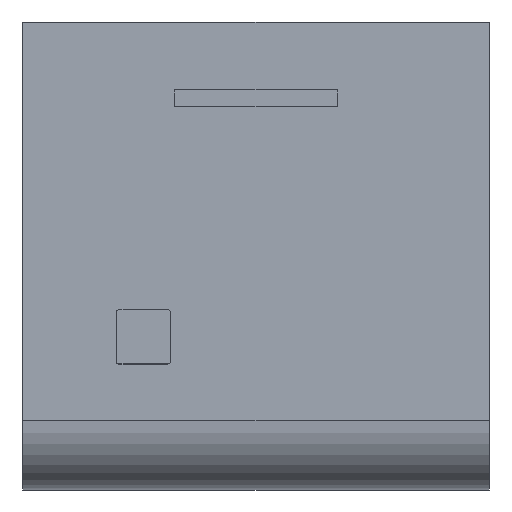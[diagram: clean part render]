
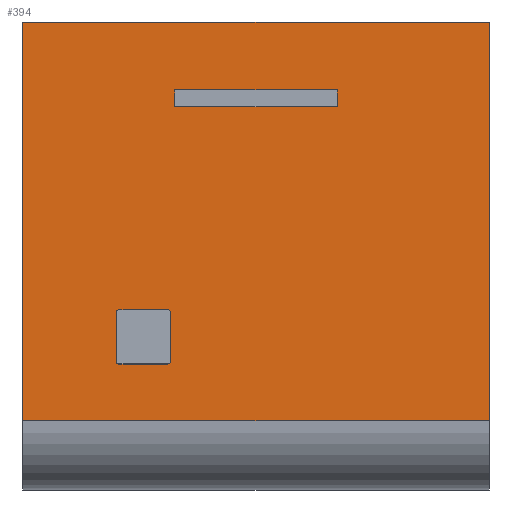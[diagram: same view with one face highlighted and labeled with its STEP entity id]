
A CAD part, top view. The second image highlights one B-rep face of the part: STEP entity #394.
In plain terms, the highlighted planar face has unit normal (0, 0, 1).
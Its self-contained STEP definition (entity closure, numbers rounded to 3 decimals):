
#157=AXIS2_PLACEMENT_3D('Circle Axis2P3D',#155,#156,$) ;
#207=AXIS2_PLACEMENT_3D('Circle Axis2P3D',#205,#206,$) ;
#257=AXIS2_PLACEMENT_3D('Circle Axis2P3D',#255,#256,$) ;
#300=AXIS2_PLACEMENT_3D('Circle Axis2P3D',#298,#299,$) ;
#314=AXIS2_PLACEMENT_3D('Plane Axis2P3D',#311,#312,#313) ;
#120=CARTESIAN_POINT('Vertex',(7.1,9.2,66.2)) ;
#123=CARTESIAN_POINT('Line Origine',(8.9,9.2,66.2)) ;
#127=CARTESIAN_POINT('Vertex',(10.7,9.2,66.2)) ;
#152=CARTESIAN_POINT('Vertex',(10.9,9.4,66.2)) ;
#155=CARTESIAN_POINT('Axis2P3D Location',(10.7,9.4,66.2)) ;
#173=CARTESIAN_POINT('Line Origine',(10.9,11.2,66.2)) ;
#177=CARTESIAN_POINT('Vertex',(10.9,13.,66.2)) ;
#202=CARTESIAN_POINT('Vertex',(10.7,13.2,66.2)) ;
#205=CARTESIAN_POINT('Axis2P3D Location',(10.7,13.,66.2)) ;
#227=CARTESIAN_POINT('Vertex',(7.1,13.2,66.2)) ;
#230=CARTESIAN_POINT('Line Origine',(8.9,13.2,66.2)) ;
#252=CARTESIAN_POINT('Vertex',(6.9,13.,66.2)) ;
#255=CARTESIAN_POINT('Axis2P3D Location',(7.1,13.,66.2)) ;
#273=CARTESIAN_POINT('Line Origine',(6.9,11.2,66.2)) ;
#277=CARTESIAN_POINT('Vertex',(6.9,9.4,66.2)) ;
#298=CARTESIAN_POINT('Axis2P3D Location',(7.1,9.4,66.2)) ;
#311=CARTESIAN_POINT('Axis2P3D Location',(17.2,5.,66.2)) ;
#316=CARTESIAN_POINT('Line Origine',(17.2,34.4,66.2)) ;
#320=CARTESIAN_POINT('Vertex',(0.,34.4,66.2)) ;
#322=CARTESIAN_POINT('Vertex',(34.4,34.4,66.2)) ;
#325=CARTESIAN_POINT('Line Origine',(0.,19.7,66.2)) ;
#329=CARTESIAN_POINT('Vertex',(0.,5.,66.2)) ;
#332=CARTESIAN_POINT('Line Origine',(17.2,5.,66.2)) ;
#336=CARTESIAN_POINT('Vertex',(34.4,5.,66.2)) ;
#339=CARTESIAN_POINT('Line Origine',(34.4,19.7,66.2)) ;
#350=CARTESIAN_POINT('Line Origine',(23.2,28.775,66.2)) ;
#354=CARTESIAN_POINT('Vertex',(23.2,28.15,66.2)) ;
#356=CARTESIAN_POINT('Vertex',(23.2,29.4,66.2)) ;
#359=CARTESIAN_POINT('Line Origine',(17.2,28.15,66.2)) ;
#363=CARTESIAN_POINT('Vertex',(11.2,28.15,66.2)) ;
#366=CARTESIAN_POINT('Line Origine',(11.2,28.775,66.2)) ;
#370=CARTESIAN_POINT('Vertex',(11.2,29.4,66.2)) ;
#373=CARTESIAN_POINT('Line Origine',(17.2,29.4,66.2)) ;
#124=DIRECTION('Vector Direction',(-1.,0.,0.)) ;
#156=DIRECTION('Axis2P3D Direction',(0.,0.,-1.)) ;
#174=DIRECTION('Vector Direction',(0.,1.,0.)) ;
#206=DIRECTION('Axis2P3D Direction',(0.,0.,-1.)) ;
#231=DIRECTION('Vector Direction',(1.,0.,0.)) ;
#256=DIRECTION('Axis2P3D Direction',(0.,0.,-1.)) ;
#274=DIRECTION('Vector Direction',(0.,-1.,0.)) ;
#299=DIRECTION('Axis2P3D Direction',(0.,0.,-1.)) ;
#312=DIRECTION('Axis2P3D Direction',(0.,0.,-1.)) ;
#313=DIRECTION('Axis2P3D XDirection',(0.,1.,0.)) ;
#317=DIRECTION('Vector Direction',(1.,0.,0.)) ;
#326=DIRECTION('Vector Direction',(0.,1.,0.)) ;
#333=DIRECTION('Vector Direction',(1.,0.,0.)) ;
#340=DIRECTION('Vector Direction',(0.,1.,0.)) ;
#351=DIRECTION('Vector Direction',(0.,1.,0.)) ;
#360=DIRECTION('Vector Direction',(-1.,0.,0.)) ;
#367=DIRECTION('Vector Direction',(0.,-1.,0.)) ;
#374=DIRECTION('Vector Direction',(1.,0.,0.)) ;
#125=VECTOR('Line Direction',#124,1.) ;
#175=VECTOR('Line Direction',#174,1.) ;
#232=VECTOR('Line Direction',#231,1.) ;
#275=VECTOR('Line Direction',#274,1.) ;
#318=VECTOR('Line Direction',#317,1.) ;
#327=VECTOR('Line Direction',#326,1.) ;
#334=VECTOR('Line Direction',#333,1.) ;
#341=VECTOR('Line Direction',#340,1.) ;
#352=VECTOR('Line Direction',#351,1.) ;
#361=VECTOR('Line Direction',#360,1.) ;
#368=VECTOR('Line Direction',#367,1.) ;
#375=VECTOR('Line Direction',#374,1.) ;
#345=ORIENTED_EDGE('',*,*,#324,.F.) ;
#346=ORIENTED_EDGE('',*,*,#331,.T.) ;
#347=ORIENTED_EDGE('',*,*,#338,.T.) ;
#348=ORIENTED_EDGE('',*,*,#343,.F.) ;
#379=ORIENTED_EDGE('',*,*,#358,.F.) ;
#380=ORIENTED_EDGE('',*,*,#365,.F.) ;
#381=ORIENTED_EDGE('',*,*,#372,.F.) ;
#382=ORIENTED_EDGE('',*,*,#377,.F.) ;
#385=ORIENTED_EDGE('',*,*,#279,.F.) ;
#386=ORIENTED_EDGE('',*,*,#259,.T.) ;
#387=ORIENTED_EDGE('',*,*,#234,.F.) ;
#388=ORIENTED_EDGE('',*,*,#209,.T.) ;
#389=ORIENTED_EDGE('',*,*,#179,.F.) ;
#390=ORIENTED_EDGE('',*,*,#159,.T.) ;
#391=ORIENTED_EDGE('',*,*,#129,.F.) ;
#392=ORIENTED_EDGE('',*,*,#302,.T.) ;
#383=FACE_BOUND('',#378,.T.) ;
#393=FACE_BOUND('',#384,.T.) ;
#394=ADVANCED_FACE('RELAIS_OBERTEIL',(#349,#383,#393),#315,.F.) ;
#158=CIRCLE('generated circle',#157,0.2) ;
#208=CIRCLE('generated circle',#207,0.2) ;
#258=CIRCLE('generated circle',#257,0.2) ;
#301=CIRCLE('generated circle',#300,0.2) ;
#129=EDGE_CURVE('',#121,#128,#126,.F.) ;
#159=EDGE_CURVE('',#153,#128,#158,.T.) ;
#179=EDGE_CURVE('',#153,#178,#176,.T.) ;
#209=EDGE_CURVE('',#203,#178,#208,.T.) ;
#234=EDGE_CURVE('',#203,#228,#233,.F.) ;
#259=EDGE_CURVE('',#253,#228,#258,.T.) ;
#279=EDGE_CURVE('',#253,#278,#276,.T.) ;
#302=EDGE_CURVE('',#121,#278,#301,.T.) ;
#324=EDGE_CURVE('',#321,#323,#319,.T.) ;
#331=EDGE_CURVE('',#321,#330,#328,.F.) ;
#338=EDGE_CURVE('',#330,#337,#335,.T.) ;
#343=EDGE_CURVE('',#323,#337,#342,.F.) ;
#358=EDGE_CURVE('',#355,#357,#353,.T.) ;
#365=EDGE_CURVE('',#364,#355,#362,.F.) ;
#372=EDGE_CURVE('',#371,#364,#369,.T.) ;
#377=EDGE_CURVE('',#357,#371,#376,.F.) ;
#344=EDGE_LOOP('',(#345,#346,#347,#348)) ;
#378=EDGE_LOOP('',(#379,#380,#381,#382)) ;
#384=EDGE_LOOP('',(#385,#386,#387,#388,#389,#390,#391,#392)) ;
#349=FACE_OUTER_BOUND('',#344,.T.) ;
#126=LINE('Line',#123,#125) ;
#176=LINE('Line',#173,#175) ;
#233=LINE('Line',#230,#232) ;
#276=LINE('Line',#273,#275) ;
#319=LINE('Line',#316,#318) ;
#328=LINE('Line',#325,#327) ;
#335=LINE('Line',#332,#334) ;
#342=LINE('Line',#339,#341) ;
#353=LINE('Line',#350,#352) ;
#362=LINE('Line',#359,#361) ;
#369=LINE('Line',#366,#368) ;
#376=LINE('Line',#373,#375) ;
#315=PLANE('',#314) ;
#121=VERTEX_POINT('',#120) ;
#128=VERTEX_POINT('',#127) ;
#153=VERTEX_POINT('',#152) ;
#178=VERTEX_POINT('',#177) ;
#203=VERTEX_POINT('',#202) ;
#228=VERTEX_POINT('',#227) ;
#253=VERTEX_POINT('',#252) ;
#278=VERTEX_POINT('',#277) ;
#321=VERTEX_POINT('',#320) ;
#323=VERTEX_POINT('',#322) ;
#330=VERTEX_POINT('',#329) ;
#337=VERTEX_POINT('',#336) ;
#355=VERTEX_POINT('',#354) ;
#357=VERTEX_POINT('',#356) ;
#364=VERTEX_POINT('',#363) ;
#371=VERTEX_POINT('',#370) ;
